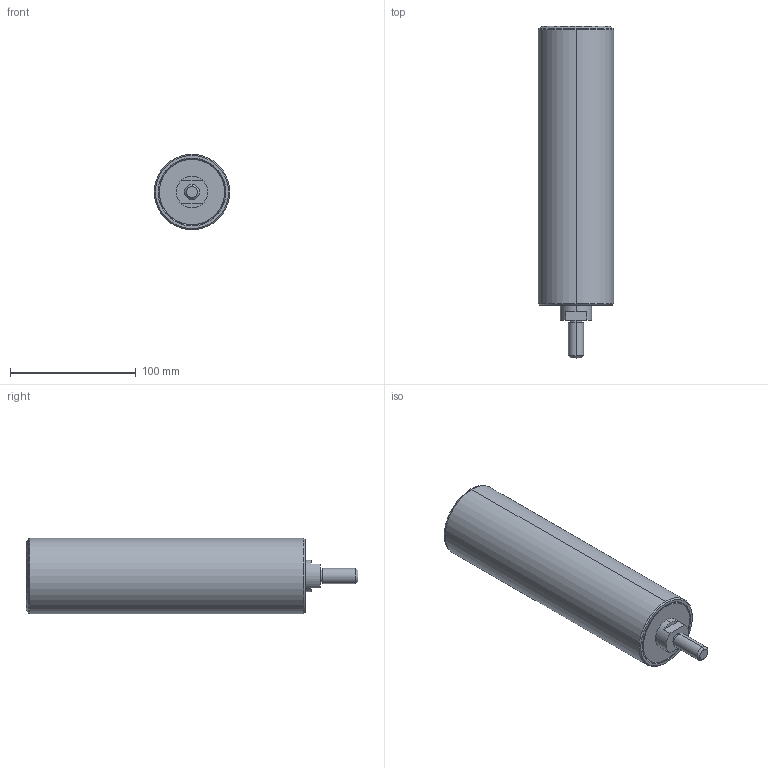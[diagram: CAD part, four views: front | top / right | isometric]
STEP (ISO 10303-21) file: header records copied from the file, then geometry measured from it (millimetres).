
FILE_DESCRIPTION (( 'STEP AP203' ), '1' );
FILE_NAME ('3-400287-00 0656.STEP', '2014-07-25T04:05:50', ( '' ), ( '' ), 'SwSTEP 2.0', 'SolidWorks 2012', '' );
FILE_SCHEMA (( 'CONFIG_CONTROL_DESIGN' ));
Length unit declared in the file: millimetre
Products named in the file (1): 3-400287-00 0656
Bounding box: 60 x 264 x 60 mm (x, y, z)
Surface area: 52605.6 mm2 (no closed solid volume)
Topology: 0 solids, 5 shells, 32 faces, 74 edges, 48 vertices
Faces by surface type: cylinder 10, plane 10, cone 10, torus 2
Entity records: 997 total; most frequent: DIRECTION 186, CARTESIAN_POINT 155, ORIENTED_EDGE 132, AXIS2_PLACEMENT_3D 79, EDGE_CURVE 74, VERTEX_POINT 48, CIRCLE 46, EDGE_LOOP 36
